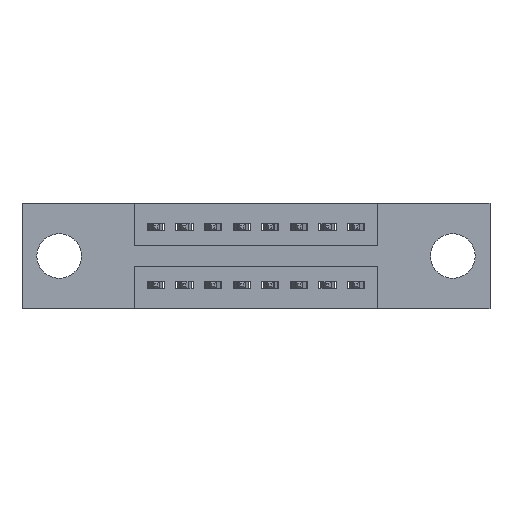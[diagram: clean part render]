
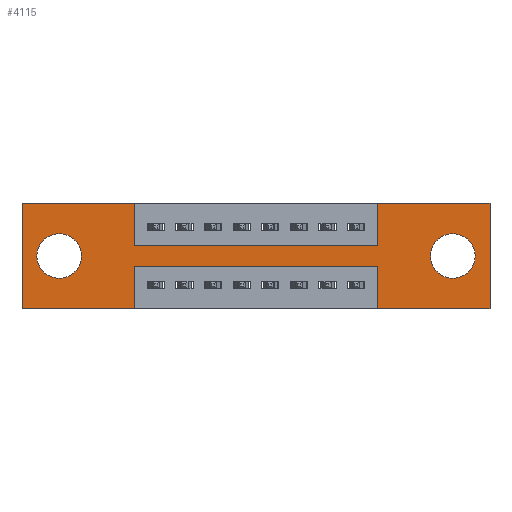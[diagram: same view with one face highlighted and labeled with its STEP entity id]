
A CAD part, front view. The second image highlights one B-rep face of the part: STEP entity #4115.
In plain terms, the highlighted planar face has unit normal (0, -1, 0).
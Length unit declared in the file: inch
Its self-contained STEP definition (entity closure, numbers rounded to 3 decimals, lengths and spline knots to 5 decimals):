
#85 = AXIS2_PLACEMENT_3D ( 'NONE', #5989, #5751, #1786 ) ;
#198 = LINE ( 'NONE', #1339, #4510 ) ;
#213 = CARTESIAN_POINT ( 'NONE',  ( 0.3925, 0., -0.37 ) ) ;
#379 = VERTEX_POINT ( 'NONE', #3163 ) ;
#537 = EDGE_LOOP ( 'NONE', ( #1120, #3685 ) ) ;
#575 = EDGE_LOOP ( 'NONE', ( #4984, #9988 ) ) ;
#639 = CARTESIAN_POINT ( 'NONE',  ( 0.3925, 0., -0.15 ) ) ;
#760 = EDGE_CURVE ( 'NONE', #7511, #2355, #1604, .T. ) ;
#781 = FACE_BOUND ( 'NONE', #537, .T. ) ;
#941 = VECTOR ( 'NONE', #2499, 39.37008 ) ;
#992 = CARTESIAN_POINT ( 'NONE',  ( 1.505, 0., -0.263 ) ) ;
#1035 = VERTEX_POINT ( 'NONE', #9467 ) ;
#1120 = ORIENTED_EDGE ( 'NONE', *, *, #760, .T. ) ;
#1139 = CIRCLE ( 'NONE', #2837, 0.078 ) ;
#1339 = CARTESIAN_POINT ( 'NONE',  ( 1.2425, 0., 0. ) ) ;
#1356 = VECTOR ( 'NONE', #3558, 39.37008 ) ;
#1443 = DIRECTION ( 'NONE',  ( 0., 1., 0. ) ) ;
#1586 = VERTEX_POINT ( 'NONE', #9577 ) ;
#1604 = CIRCLE ( 'NONE', #85, 0.078 ) ;
#1727 = CARTESIAN_POINT ( 'NONE',  ( 0., 0., -0.37 ) ) ;
#1786 = DIRECTION ( 'NONE',  ( 0., 0., -1. ) ) ;
#1813 = EDGE_CURVE ( 'NONE', #2659, #4381, #8296, .T. ) ;
#1855 = EDGE_CURVE ( 'NONE', #379, #4946, #2014, .T. ) ;
#1914 = EDGE_CURVE ( 'NONE', #4946, #5285, #5251, .T. ) ;
#1971 = DIRECTION ( 'NONE',  ( 0., 0., -1. ) ) ;
#2014 = LINE ( 'NONE', #6138, #5748 ) ;
#2336 = CARTESIAN_POINT ( 'NONE',  ( 0.3925, 0., -0.37 ) ) ;
#2355 = VERTEX_POINT ( 'NONE', #992 ) ;
#2499 = DIRECTION ( 'NONE',  ( 0., 0., -1. ) ) ;
#2613 = CARTESIAN_POINT ( 'NONE',  ( 0.13, 0., -0.107 ) ) ;
#2659 = VERTEX_POINT ( 'NONE', #2613 ) ;
#2783 = LINE ( 'NONE', #10573, #10567 ) ;
#2837 = AXIS2_PLACEMENT_3D ( 'NONE', #2926, #8541, #3797 ) ;
#2839 = ORIENTED_EDGE ( 'NONE', *, *, #6380, .F. ) ;
#2900 = DIRECTION ( 'NONE',  ( -1., 0., 0. ) ) ;
#2926 = CARTESIAN_POINT ( 'NONE',  ( 1.505, 0., -0.185 ) ) ;
#2954 = FACE_OUTER_BOUND ( 'NONE', #8618, .T. ) ;
#2982 = VECTOR ( 'NONE', #7232, 39.37008 ) ;
#3075 = VECTOR ( 'NONE', #7891, 39.37008 ) ;
#3107 = VERTEX_POINT ( 'NONE', #3288 ) ;
#3130 = DIRECTION ( 'NONE',  ( 0., 0., 1. ) ) ;
#3135 = EDGE_CURVE ( 'NONE', #3107, #1586, #8149, .T. ) ;
#3163 = CARTESIAN_POINT ( 'NONE',  ( 0.3925, 0., 0. ) ) ;
#3288 = CARTESIAN_POINT ( 'NONE',  ( 1.2425, 0., -0.22 ) ) ;
#3364 = DIRECTION ( 'NONE',  ( 0., 0., 1. ) ) ;
#3424 = VERTEX_POINT ( 'NONE', #8649 ) ;
#3558 = DIRECTION ( 'NONE',  ( 1., 0., 0. ) ) ;
#3685 = ORIENTED_EDGE ( 'NONE', *, *, #8299, .T. ) ;
#3797 = DIRECTION ( 'NONE',  ( 0., 0., -1. ) ) ;
#3868 = CARTESIAN_POINT ( 'NONE',  ( 0.3925, 0., -0.15 ) ) ;
#3965 = CARTESIAN_POINT ( 'NONE',  ( 1.635, 0., 0. ) ) ;
#4051 = ORIENTED_EDGE ( 'NONE', *, *, #6911, .F. ) ;
#4115 = ADVANCED_FACE ( 'NONE', ( #781, #7291, #2954 ), #6877, .T. ) ;
#4206 = CARTESIAN_POINT ( 'NONE',  ( 1.505, 0., -0.107 ) ) ;
#4245 = CIRCLE ( 'NONE', #8104, 0.078 ) ;
#4287 = EDGE_CURVE ( 'NONE', #1586, #7362, #7680, .T. ) ;
#4334 = EDGE_CURVE ( 'NONE', #5176, #6282, #9223, .T. ) ;
#4381 = VERTEX_POINT ( 'NONE', #10780 ) ;
#4510 = VECTOR ( 'NONE', #3130, 39.37008 ) ;
#4658 = EDGE_CURVE ( 'NONE', #6282, #8195, #10727, .T. ) ;
#4772 = LINE ( 'NONE', #8191, #6902 ) ;
#4827 = CARTESIAN_POINT ( 'NONE',  ( 0., 0., 0. ) ) ;
#4946 = VERTEX_POINT ( 'NONE', #639 ) ;
#4984 = ORIENTED_EDGE ( 'NONE', *, *, #1813, .T. ) ;
#5072 = VECTOR ( 'NONE', #6765, 39.37008 ) ;
#5176 = VERTEX_POINT ( 'NONE', #3965 ) ;
#5251 = LINE ( 'NONE', #3868, #2982 ) ;
#5285 = VERTEX_POINT ( 'NONE', #9606 ) ;
#5523 = ORIENTED_EDGE ( 'NONE', *, *, #6110, .F. ) ;
#5748 = VECTOR ( 'NONE', #1971, 39.37008 ) ;
#5751 = DIRECTION ( 'NONE',  ( 0., 1., 0. ) ) ;
#5807 = ORIENTED_EDGE ( 'NONE', *, *, #1855, .F. ) ;
#5810 = CARTESIAN_POINT ( 'NONE',  ( 1.2425, 0., -0.37 ) ) ;
#5946 = CARTESIAN_POINT ( 'NONE',  ( 0.13, 0., -0.185 ) ) ;
#5989 = CARTESIAN_POINT ( 'NONE',  ( 1.505, 0., -0.185 ) ) ;
#5994 = EDGE_CURVE ( 'NONE', #1035, #10173, #4772, .T. ) ;
#6034 = CARTESIAN_POINT ( 'NONE',  ( 0., 0., 0. ) ) ;
#6040 = EDGE_CURVE ( 'NONE', #10173, #379, #2783, .T. ) ;
#6110 = EDGE_CURVE ( 'NONE', #3424, #5176, #7760, .T. ) ;
#6138 = CARTESIAN_POINT ( 'NONE',  ( 0.3925, 0., 0. ) ) ;
#6183 = ORIENTED_EDGE ( 'NONE', *, *, #1914, .F. ) ;
#6282 = VERTEX_POINT ( 'NONE', #9375 ) ;
#6319 = AXIS2_PLACEMENT_3D ( 'NONE', #5946, #6424, #8731 ) ;
#6380 = EDGE_CURVE ( 'NONE', #5285, #3424, #198, .T. ) ;
#6421 = EDGE_CURVE ( 'NONE', #4381, #2659, #4245, .T. ) ;
#6424 = DIRECTION ( 'NONE',  ( 0., 1., 0. ) ) ;
#6513 = CARTESIAN_POINT ( 'NONE',  ( 0.13, 0., -0.185 ) ) ;
#6542 = ORIENTED_EDGE ( 'NONE', *, *, #4287, .F. ) ;
#6730 = ORIENTED_EDGE ( 'NONE', *, *, #5994, .F. ) ;
#6753 = VECTOR ( 'NONE', #10482, 39.37008 ) ;
#6765 = DIRECTION ( 'NONE',  ( -1., 0., 0. ) ) ;
#6877 = PLANE ( 'NONE',  #10390 ) ;
#6902 = VECTOR ( 'NONE', #3364, 39.37008 ) ;
#6911 = EDGE_CURVE ( 'NONE', #8195, #3107, #9024, .T. ) ;
#7232 = DIRECTION ( 'NONE',  ( 1., 0., 0. ) ) ;
#7291 = FACE_BOUND ( 'NONE', #575, .T. ) ;
#7295 = DIRECTION ( 'NONE',  ( 0., 0., 1. ) ) ;
#7343 = CARTESIAN_POINT ( 'NONE',  ( 0., 0., -0.37 ) ) ;
#7362 = VERTEX_POINT ( 'NONE', #213 ) ;
#7414 = DIRECTION ( 'NONE',  ( 0., 0., -1. ) ) ;
#7511 = VERTEX_POINT ( 'NONE', #4206 ) ;
#7652 = DIRECTION ( 'NONE',  ( 0., -1., 0. ) ) ;
#7675 = ORIENTED_EDGE ( 'NONE', *, *, #4658, .F. ) ;
#7680 = LINE ( 'NONE', #2336, #941 ) ;
#7713 = CARTESIAN_POINT ( 'NONE',  ( 1.2425, 0., -0.37 ) ) ;
#7760 = LINE ( 'NONE', #6034, #1356 ) ;
#7891 = DIRECTION ( 'NONE',  ( 0., 0., -1. ) ) ;
#8019 = CARTESIAN_POINT ( 'NONE',  ( 1.635, 0., 0. ) ) ;
#8104 = AXIS2_PLACEMENT_3D ( 'NONE', #6513, #1443, #7295 ) ;
#8149 = LINE ( 'NONE', #9826, #9740 ) ;
#8184 = ORIENTED_EDGE ( 'NONE', *, *, #4334, .F. ) ;
#8191 = CARTESIAN_POINT ( 'NONE',  ( 0., 0., 0. ) ) ;
#8195 = VERTEX_POINT ( 'NONE', #7713 ) ;
#8225 = DIRECTION ( 'NONE',  ( 1., 0., 0. ) ) ;
#8296 = CIRCLE ( 'NONE', #6319, 0.078 ) ;
#8299 = EDGE_CURVE ( 'NONE', #2355, #7511, #1139, .T. ) ;
#8541 = DIRECTION ( 'NONE',  ( 0., 1., 0. ) ) ;
#8618 = EDGE_LOOP ( 'NONE', ( #6542, #10202, #4051, #7675, #8184, #5523, #2839, #6183, #5807, #9395, #6730, #8813 ) ) ;
#8649 = CARTESIAN_POINT ( 'NONE',  ( 1.2425, 0., 0. ) ) ;
#8731 = DIRECTION ( 'NONE',  ( 0., 0., 1. ) ) ;
#8813 = ORIENTED_EDGE ( 'NONE', *, *, #9598, .F. ) ;
#8823 = VECTOR ( 'NONE', #9294, 39.37008 ) ;
#9024 = LINE ( 'NONE', #5810, #6753 ) ;
#9223 = LINE ( 'NONE', #8019, #3075 ) ;
#9225 = LINE ( 'NONE', #1727, #5072 ) ;
#9255 = CARTESIAN_POINT ( 'NONE',  ( 0., 0., -0.37 ) ) ;
#9294 = DIRECTION ( 'NONE',  ( -1., 0., 0. ) ) ;
#9375 = CARTESIAN_POINT ( 'NONE',  ( 1.635, 0., -0.37 ) ) ;
#9395 = ORIENTED_EDGE ( 'NONE', *, *, #6040, .F. ) ;
#9467 = CARTESIAN_POINT ( 'NONE',  ( 0., 0., -0.37 ) ) ;
#9577 = CARTESIAN_POINT ( 'NONE',  ( 0.3925, 0., -0.22 ) ) ;
#9598 = EDGE_CURVE ( 'NONE', #7362, #1035, #9225, .T. ) ;
#9606 = CARTESIAN_POINT ( 'NONE',  ( 1.2425, 0., -0.15 ) ) ;
#9740 = VECTOR ( 'NONE', #2900, 39.37008 ) ;
#9826 = CARTESIAN_POINT ( 'NONE',  ( 0.3925, 0., -0.22 ) ) ;
#9988 = ORIENTED_EDGE ( 'NONE', *, *, #6421, .T. ) ;
#10173 = VERTEX_POINT ( 'NONE', #4827 ) ;
#10202 = ORIENTED_EDGE ( 'NONE', *, *, #3135, .F. ) ;
#10390 = AXIS2_PLACEMENT_3D ( 'NONE', #7343, #7652, #7414 ) ;
#10482 = DIRECTION ( 'NONE',  ( 0., 0., 1. ) ) ;
#10567 = VECTOR ( 'NONE', #8225, 39.37008 ) ;
#10573 = CARTESIAN_POINT ( 'NONE',  ( 0., 0., 0. ) ) ;
#10727 = LINE ( 'NONE', #9255, #8823 ) ;
#10780 = CARTESIAN_POINT ( 'NONE',  ( 0.13, 0., -0.263 ) ) ;
